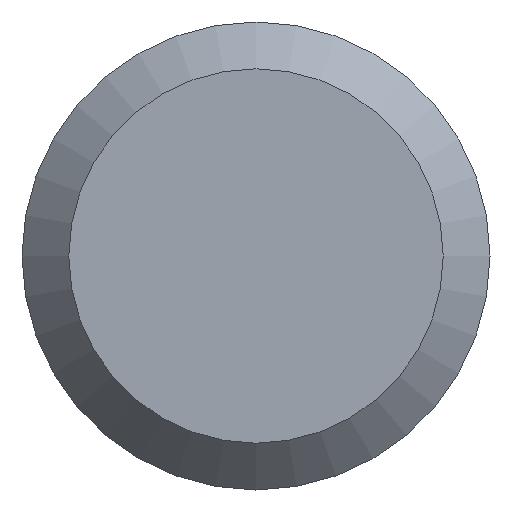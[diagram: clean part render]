
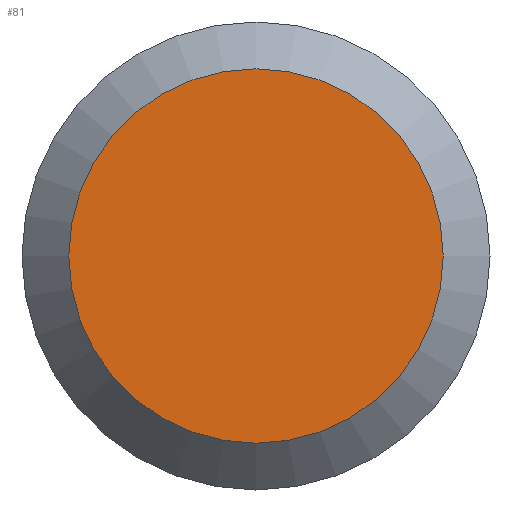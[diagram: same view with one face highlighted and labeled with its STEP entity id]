
A CAD part, left-side view. The second image highlights one B-rep face of the part: STEP entity #81.
In plain terms, the highlighted planar face has unit normal (-1, 0, 0).
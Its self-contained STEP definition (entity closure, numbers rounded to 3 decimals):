
#28 = FACE_OUTER_BOUND ( 'NONE', #113, .T. ) ;
#60 = EDGE_CURVE ( 'NONE', #186, #186, #80, .T. ) ;
#70 = DIRECTION ( 'NONE',  ( 0., 0., -1. ) ) ;
#80 = CIRCLE ( 'NONE', #159, 8. ) ;
#81 = ADVANCED_FACE ( 'NONE', ( #28 ), #120, .F. ) ;
#104 = DIRECTION ( 'NONE',  ( -1., 0., 0. ) ) ;
#113 = EDGE_LOOP ( 'NONE', ( #127 ) ) ;
#120 = PLANE ( 'NONE',  #192 ) ;
#127 = ORIENTED_EDGE ( 'NONE', *, *, #60, .T. ) ;
#136 = CARTESIAN_POINT ( 'NONE',  ( -20., 0., 8. ) ) ;
#144 = CARTESIAN_POINT ( 'NONE',  ( -20., 0., 0. ) ) ;
#159 = AXIS2_PLACEMENT_3D ( 'NONE', #144, #104, #162 ) ;
#162 = DIRECTION ( 'NONE',  ( 0., 0., 1. ) ) ;
#177 = CARTESIAN_POINT ( 'NONE',  ( -20., 0., 0. ) ) ;
#181 = DIRECTION ( 'NONE',  ( 1., 0., 0. ) ) ;
#186 = VERTEX_POINT ( 'NONE', #136 ) ;
#192 = AXIS2_PLACEMENT_3D ( 'NONE', #177, #181, #70 ) ;
